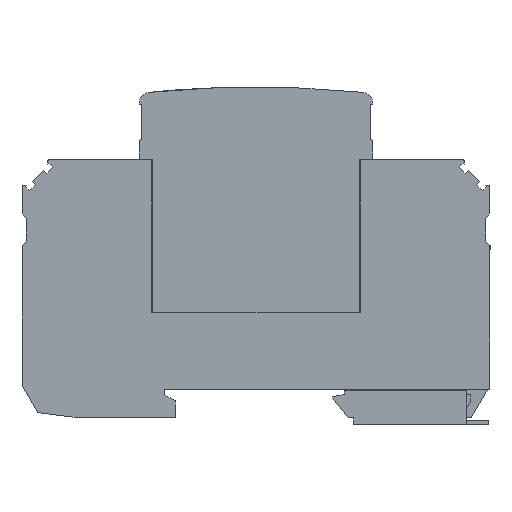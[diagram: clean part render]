
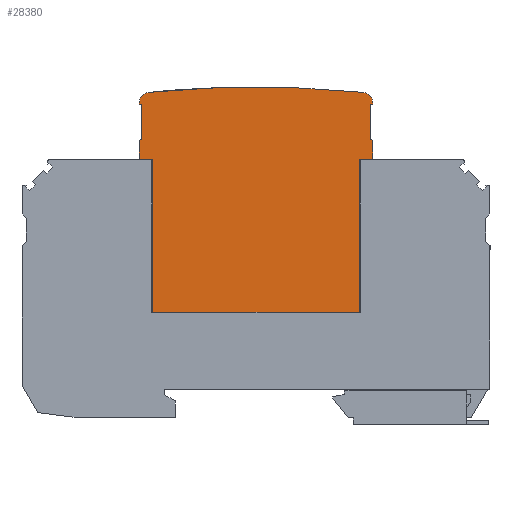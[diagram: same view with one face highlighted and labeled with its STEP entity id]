
A CAD part, left-side view. The second image highlights one B-rep face of the part: STEP entity #28380.
In plain terms, the highlighted face is planar.
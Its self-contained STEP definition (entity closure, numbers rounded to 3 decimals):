
#21640=CARTESIAN_POINT('',(-19.85,45.715,
10.254));
#21650=VERTEX_POINT('',#21640);
#21680=CARTESIAN_POINT('',(0.,45.715,
10.254));
#21690=DIRECTION('',(1.,0.,0.));
#21700=VECTOR('',#21690,1.);
#21710=LINE('',#21680,#21700);
#21720=CARTESIAN_POINT('',(19.85,45.715,
10.254));
#21730=VERTEX_POINT('',#21720);
#21740=EDGE_CURVE('',#21650,#21730,#21710,.T.);
#23700=CARTESIAN_POINT('',(22.4,75.115,
10.254));
#23710=VERTEX_POINT('',#23700);
#23740=CARTESIAN_POINT('',(22.4,49.972,
10.254));
#23750=DIRECTION('',(0.,-1.,0.));
#23760=VECTOR('',#23750,1.);
#23770=LINE('',#23740,#23760);
#23780=CARTESIAN_POINT('',(22.4,78.715,
10.254));
#23790=VERTEX_POINT('',#23780);
#23800=EDGE_CURVE('',#23790,#23710,#23770,.T.);
#27020=CARTESIAN_POINT('',(0.,46.69,
10.254));
#27030=DIRECTION('',(0.,0.,1.));
#27040=DIRECTION('',(1.,0.,0.));
#27050=AXIS2_PLACEMENT_3D('',#27020,#27030,#27040);
#27060=PLANE('',#27050);
#27070=CARTESIAN_POINT('',(-13.285,85.715,
10.254));
#27080=DIRECTION('',(1.,0.,0.));
#27090=VECTOR('',#27080,1.);
#27100=LINE('',#27070,#27090);
#27110=CARTESIAN_POINT('',(-22.4,85.715,
10.254));
#27120=VERTEX_POINT('',#27110);
#27130=CARTESIAN_POINT('',(-22.,85.715,
10.254));
#27140=VERTEX_POINT('',#27130);
#27150=EDGE_CURVE('',#27120,#27140,#27100,.T.);
#27160=ORIENTED_EDGE('',*,*,#27150,.T.);
#27170=CARTESIAN_POINT('',(-22.4,49.972,
10.254));
#27180=DIRECTION('',(0.,1.,0.));
#27190=VECTOR('',#27180,1.);
#27200=LINE('',#27170,#27190);
#27210=CARTESIAN_POINT('',(-22.4,85.961,
10.254));
#27220=VERTEX_POINT('',#27210);
#27230=EDGE_CURVE('',#27120,#27220,#27200,.T.);
#27240=ORIENTED_EDGE('',*,*,#27230,.F.);
#27250=CARTESIAN_POINT('',(-20.4,85.961,
10.254));
#27260=DIRECTION('',(0.,0.,1.));
#27270=DIRECTION('',(1.,0.,0.));
#27280=AXIS2_PLACEMENT_3D('',#27250,#27260,#27270);
#27290=CIRCLE('',#27280,2.);
#27300=CARTESIAN_POINT('',(-20.606,87.95,
10.254));
#27310=VERTEX_POINT('',#27300);
#27320=EDGE_CURVE('',#27310,#27220,#27290,.T.);
#27330=ORIENTED_EDGE('',*,*,#27320,.T.);
#27340=CARTESIAN_POINT('',(0.,-110.985,
10.254));
#27350=DIRECTION('',(0.,0.,-1.));
#27360=DIRECTION('',(-1.,0.,0.));
#27370=AXIS2_PLACEMENT_3D('',#27340,#27350,#27360);
#27380=CIRCLE('',#27370,200.);
#27390=CARTESIAN_POINT('',(20.606,87.95,
10.254));
#27400=VERTEX_POINT('',#27390);
#27410=EDGE_CURVE('',#27310,#27400,#27380,.T.);
#27420=ORIENTED_EDGE('',*,*,#27410,.F.);
#27430=CARTESIAN_POINT('',(20.4,85.961,
10.254));
#27440=DIRECTION('',(0.,0.,-1.));
#27450=DIRECTION('',(-1.,0.,0.));
#27460=AXIS2_PLACEMENT_3D('',#27430,#27440,#27450);
#27470=CIRCLE('',#27460,2.);
#27480=CARTESIAN_POINT('',(22.4,85.961,
10.254));
#27490=VERTEX_POINT('',#27480);
#27500=EDGE_CURVE('',#27400,#27490,#27470,.T.);
#27510=ORIENTED_EDGE('',*,*,#27500,.F.);
#27520=CARTESIAN_POINT('',(22.4,49.972,
10.254));
#27530=DIRECTION('',(0.,-1.,0.));
#27540=VECTOR('',#27530,1.);
#27550=LINE('',#27520,#27540);
#27560=CARTESIAN_POINT('',(22.4,85.715,
10.254));
#27570=VERTEX_POINT('',#27560);
#27580=EDGE_CURVE('',#27490,#27570,#27550,.T.);
#27590=ORIENTED_EDGE('',*,*,#27580,.F.);
#27600=CARTESIAN_POINT('',(-13.285,85.715,
10.254));
#27610=DIRECTION('',(-1.,0.,0.));
#27620=VECTOR('',#27610,1.);
#27630=LINE('',#27600,#27620);
#27640=CARTESIAN_POINT('',(22.,85.715,
10.254));
#27650=VERTEX_POINT('',#27640);
#27660=EDGE_CURVE('',#27570,#27650,#27630,.T.);
#27670=ORIENTED_EDGE('',*,*,#27660,.F.);
#27680=CARTESIAN_POINT('',(22.,49.972,
10.254));
#27690=DIRECTION('',(0.,1.,0.));
#27700=VECTOR('',#27690,1.);
#27710=LINE('',#27680,#27700);
#27720=CARTESIAN_POINT('',(22.,78.946,
10.254));
#27730=VERTEX_POINT('',#27720);
#27740=EDGE_CURVE('',#27730,#27650,#27710,.T.);
#27750=ORIENTED_EDGE('',*,*,#27740,.T.);
#27760=CARTESIAN_POINT('',(-13.285,99.317,
10.254));
#27770=DIRECTION('',(-0.866,0.5,
0.));
#27780=VECTOR('',#27770,1.);
#27790=LINE('',#27760,#27780);
#27800=EDGE_CURVE('',#23790,#27730,#27790,.T.);
#27810=ORIENTED_EDGE('',*,*,#27800,.T.);
#27820=ORIENTED_EDGE('',*,*,#23800,.F.);
#27830=CARTESIAN_POINT('',(0.,75.115,
10.254));
#27840=DIRECTION('',(-1.,0.,0.));
#27850=VECTOR('',#27840,1.);
#27860=LINE('',#27830,#27850);
#27870=CARTESIAN_POINT('',(19.85,75.115,
10.254));
#27880=VERTEX_POINT('',#27870);
#27890=EDGE_CURVE('',#23710,#27880,#27860,.T.);
#27900=ORIENTED_EDGE('',*,*,#27890,.F.);
#27910=CARTESIAN_POINT('',(19.85,46.69,
10.254));
#27920=DIRECTION('',(0.,-1.,0.));
#27930=VECTOR('',#27920,1.);
#27940=LINE('',#27910,#27930);
#27950=EDGE_CURVE('',#27880,#21730,#27940,.T.);
#27960=ORIENTED_EDGE('',*,*,#27950,.F.);
#27970=ORIENTED_EDGE('',*,*,#21740,.T.);
#27980=CARTESIAN_POINT('',(-19.85,46.69,
10.254));
#27990=DIRECTION('',(0.,-1.,0.));
#28000=VECTOR('',#27990,1.);
#28010=LINE('',#27980,#28000);
#28020=CARTESIAN_POINT('',(-19.85,75.115,
10.254));
#28030=VERTEX_POINT('',#28020);
#28040=EDGE_CURVE('',#28030,#21650,#28010,.T.);
#28050=ORIENTED_EDGE('',*,*,#28040,.T.);
#28060=CARTESIAN_POINT('',(0.,75.115,
10.254));
#28070=DIRECTION('',(1.,0.,0.));
#28080=VECTOR('',#28070,1.);
#28090=LINE('',#28060,#28080);
#28100=CARTESIAN_POINT('',(-22.4,75.115,
10.254));
#28110=VERTEX_POINT('',#28100);
#28120=EDGE_CURVE('',#28110,#28030,#28090,.T.);
#28130=ORIENTED_EDGE('',*,*,#28120,.T.);
#28140=CARTESIAN_POINT('',(-22.4,49.972,
10.254));
#28150=DIRECTION('',(0.,-1.,0.));
#28160=VECTOR('',#28150,1.);
#28170=LINE('',#28140,#28160);
#28180=CARTESIAN_POINT('',(-22.4,78.715,
10.254));
#28190=VERTEX_POINT('',#28180);
#28200=EDGE_CURVE('',#28190,#28110,#28170,.T.);
#28210=ORIENTED_EDGE('',*,*,#28200,.T.);
#28220=CARTESIAN_POINT('',(-13.285,83.977,
10.254));
#28230=DIRECTION('',(-0.866,-0.5,
0.));
#28240=VECTOR('',#28230,1.);
#28250=LINE('',#28220,#28240);
#28260=CARTESIAN_POINT('',(-22.,78.946,
10.254));
#28270=VERTEX_POINT('',#28260);
#28280=EDGE_CURVE('',#28270,#28190,#28250,.T.);
#28290=ORIENTED_EDGE('',*,*,#28280,.T.);
#28300=CARTESIAN_POINT('',(-22.,46.69,
10.254));
#28310=DIRECTION('',(0.,1.,0.));
#28320=VECTOR('',#28310,1.);
#28330=LINE('',#28300,#28320);
#28340=EDGE_CURVE('',#28270,#27140,#28330,.T.);
#28350=ORIENTED_EDGE('',*,*,#28340,.F.);
#28360=EDGE_LOOP('',(#28350,#28290,#28210,#28130,#28050,#27970,#27960,
#27900,#27820,#27810,#27750,#27670,#27590,#27510,#27420,#27330,#27240,
#27160));
#28370=FACE_OUTER_BOUND('',#28360,.T.);
#28380=ADVANCED_FACE('',(#28370),#27060,.T.);
